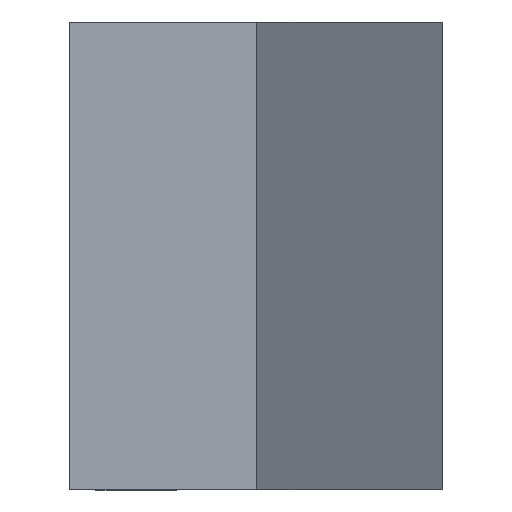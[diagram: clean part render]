
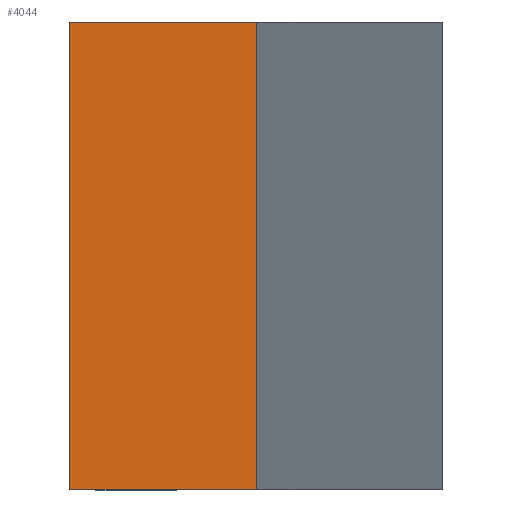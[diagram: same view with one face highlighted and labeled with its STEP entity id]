
A CAD part, left-side view. The second image highlights one B-rep face of the part: STEP entity #4044.
In plain terms, the highlighted planar face has unit normal (-1, 0, 0).
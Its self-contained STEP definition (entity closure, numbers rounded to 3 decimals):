
#194 = LINE ( 'NONE', #365, #5158 ) ;
#252 = DIRECTION ( 'NONE',  ( -1., 0., 0. ) ) ;
#365 = CARTESIAN_POINT ( 'NONE',  ( 0., 50., -50. ) ) ;
#759 = DIRECTION ( 'NONE',  ( 0., 0., 1. ) ) ;
#816 = DIRECTION ( 'NONE',  ( 0., -1., 0. ) ) ;
#966 = VERTEX_POINT ( 'NONE', #2151 ) ;
#1082 = VECTOR ( 'NONE', #4871, 1000. ) ;
#1106 = EDGE_CURVE ( 'NONE', #6454, #4932, #2463, .T. ) ;
#1249 = EDGE_CURVE ( 'NONE', #3842, #966, #194, .T. ) ;
#1617 = ORIENTED_EDGE ( 'NONE', *, *, #1249, .T. ) ;
#1698 = ORIENTED_EDGE ( 'NONE', *, *, #6379, .T. ) ;
#1750 = EDGE_CURVE ( 'NONE', #3842, #6454, #4269, .T. ) ;
#1869 = AXIS2_PLACEMENT_3D ( 'NONE', #2851, #252, #3359 ) ;
#2151 = CARTESIAN_POINT ( 'NONE',  ( 0., 29.8, -50. ) ) ;
#2192 = VECTOR ( 'NONE', #759, 1000. ) ;
#2303 = CARTESIAN_POINT ( 'NONE',  ( 0., 29.8, -50. ) ) ;
#2463 = LINE ( 'NONE', #6445, #1082 ) ;
#2617 = DIRECTION ( 'NONE',  ( 0., 0., 1. ) ) ;
#2851 = CARTESIAN_POINT ( 'NONE',  ( 0., 50., 0. ) ) ;
#2943 = ORIENTED_EDGE ( 'NONE', *, *, #1750, .F. ) ;
#3029 = CARTESIAN_POINT ( 'NONE',  ( 0., 29.8, 0. ) ) ;
#3158 = CARTESIAN_POINT ( 'NONE',  ( 0., 49.8, -50. ) ) ;
#3359 = DIRECTION ( 'NONE',  ( 0., 0., 1. ) ) ;
#3583 = LINE ( 'NONE', #2303, #2192 ) ;
#3842 = VERTEX_POINT ( 'NONE', #3158 ) ;
#3892 = PLANE ( 'NONE',  #1869 ) ;
#4044 = ADVANCED_FACE ( 'NONE', ( #4803 ), #3892, .T. ) ;
#4155 = CARTESIAN_POINT ( 'NONE',  ( 0., 49.8, -50. ) ) ;
#4269 = LINE ( 'NONE', #4155, #6232 ) ;
#4803 = FACE_OUTER_BOUND ( 'NONE', #6058, .T. ) ;
#4871 = DIRECTION ( 'NONE',  ( 0., -1., 0. ) ) ;
#4932 = VERTEX_POINT ( 'NONE', #3029 ) ;
#5158 = VECTOR ( 'NONE', #816, 1000. ) ;
#5565 = ORIENTED_EDGE ( 'NONE', *, *, #1106, .F. ) ;
#6058 = EDGE_LOOP ( 'NONE', ( #1617, #1698, #5565, #2943 ) ) ;
#6232 = VECTOR ( 'NONE', #2617, 1000. ) ;
#6379 = EDGE_CURVE ( 'NONE', #966, #4932, #3583, .T. ) ;
#6445 = CARTESIAN_POINT ( 'NONE',  ( 0., 50., 0. ) ) ;
#6454 = VERTEX_POINT ( 'NONE', #6606 ) ;
#6606 = CARTESIAN_POINT ( 'NONE',  ( 0., 49.8, 0. ) ) ;
